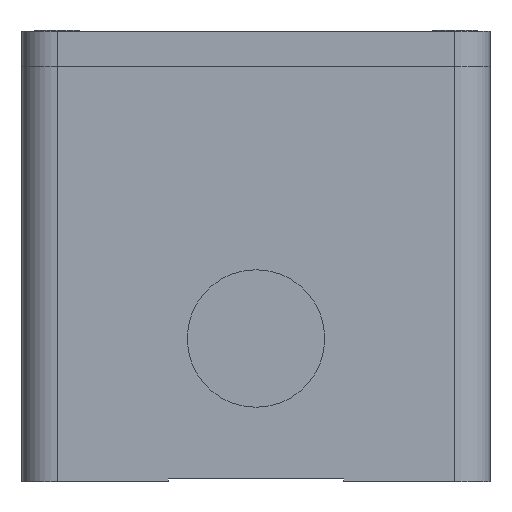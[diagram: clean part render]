
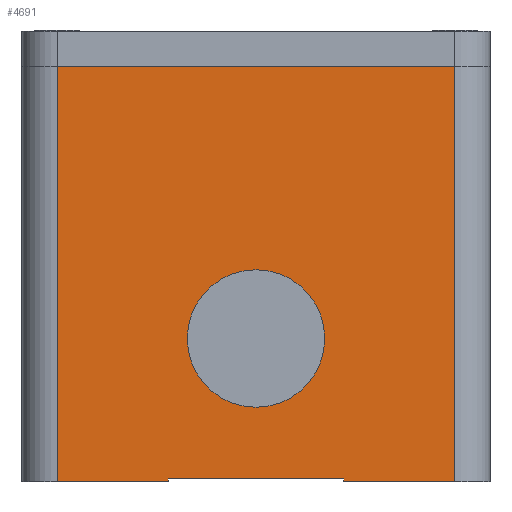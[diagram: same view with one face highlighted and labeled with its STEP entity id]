
A CAD part, front view. The second image highlights one B-rep face of the part: STEP entity #4691.
In plain terms, the highlighted face is planar.
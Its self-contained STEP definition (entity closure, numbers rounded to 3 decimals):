
#165=DIRECTION('',(-1.,0.,0.));
#166=VECTOR('',#165,19.);
#167=CARTESIAN_POINT('',(25.,175.,0.));
#168=LINE('',#167,#166);
#174=DIRECTION('',(-1.,0.,0.));
#175=VECTOR('',#174,19.);
#176=CARTESIAN_POINT('',(74.,175.,0.));
#177=LINE('',#176,#175);
#705=DIRECTION('',(-1.,0.,0.));
#706=VECTOR('',#705,68.);
#707=CARTESIAN_POINT('',(74.,175.,71.));
#708=LINE('',#707,#706);
#1523=DIRECTION('',(0.,0.,-1.));
#1524=VECTOR('',#1523,71.);
#1525=CARTESIAN_POINT('',(6.,175.,71.));
#1526=LINE('',#1525,#1524);
#1527=DIRECTION('',(0.,0.,1.));
#1528=VECTOR('',#1527,0.5);
#1529=CARTESIAN_POINT('',(25.,175.,0.));
#1530=LINE('',#1529,#1528);
#1531=DIRECTION('',(-1.,0.,0.));
#1532=VECTOR('',#1531,30.);
#1533=CARTESIAN_POINT('',(55.,175.,0.5));
#1534=LINE('',#1533,#1532);
#1535=DIRECTION('',(0.,0.,1.));
#1536=VECTOR('',#1535,0.5);
#1537=CARTESIAN_POINT('',(55.,175.,0.));
#1538=LINE('',#1537,#1536);
#1539=DIRECTION('',(0.,0.,-1.));
#1540=VECTOR('',#1539,71.);
#1541=CARTESIAN_POINT('',(74.,175.,71.));
#1542=LINE('',#1541,#1540);
#1543=CARTESIAN_POINT('',(40.,175.,24.5));
#1544=DIRECTION('',(0.,1.,0.));
#1545=DIRECTION('',(1.,0.,0.));
#1546=AXIS2_PLACEMENT_3D('',#1543,#1544,#1545);
#1548=CARTESIAN_POINT('',(40.,175.,24.5));
#1549=DIRECTION('',(0.,1.,0.));
#1550=DIRECTION('',(-1.,0.,0.));
#1551=AXIS2_PLACEMENT_3D('',#1548,#1549,#1550);
#2064=CARTESIAN_POINT('',(55.,175.,0.));
#2066=VERTEX_POINT('',#2064);
#2094=CARTESIAN_POINT('',(25.,175.,0.));
#2095=VERTEX_POINT('',#2094);
#2104=CARTESIAN_POINT('',(55.,175.,0.5));
#2105=CARTESIAN_POINT('',(25.,175.,0.5));
#2106=VERTEX_POINT('',#2104);
#2107=VERTEX_POINT('',#2105);
#2389=CARTESIAN_POINT('',(6.,175.,0.));
#2391=VERTEX_POINT('',#2389);
#2392=CARTESIAN_POINT('',(6.,175.,71.));
#2393=VERTEX_POINT('',#2392);
#2396=CARTESIAN_POINT('',(74.,175.,0.));
#2398=VERTEX_POINT('',#2396);
#2402=CARTESIAN_POINT('',(74.,175.,71.));
#2403=VERTEX_POINT('',#2402);
#2420=CARTESIAN_POINT('',(51.75,175.,24.5));
#2421=CARTESIAN_POINT('',(28.25,175.,24.5));
#2422=VERTEX_POINT('',#2420);
#2423=VERTEX_POINT('',#2421);
#4666=CARTESIAN_POINT('',(80.,175.,0.));
#4667=DIRECTION('',(0.,1.,0.));
#4668=DIRECTION('',(-1.,0.,0.));
#4669=AXIS2_PLACEMENT_3D('',#4666,#4667,#4668);
#4670=PLANE('',#4669);
#4672=ORIENTED_EDGE('',*,*,#4671,.T.);
#4673=ORIENTED_EDGE('',*,*,#2707,.F.);
#4675=ORIENTED_EDGE('',*,*,#4674,.T.);
#4677=ORIENTED_EDGE('',*,*,#4676,.F.);
#4679=ORIENTED_EDGE('',*,*,#4678,.F.);
#4680=ORIENTED_EDGE('',*,*,#2733,.F.);
#4682=ORIENTED_EDGE('',*,*,#4681,.F.);
#4683=ORIENTED_EDGE('',*,*,#3369,.T.);
#4684=EDGE_LOOP('',(#4672,#4673,#4675,#4677,#4679,#4680,#4682,#4683));
#4685=FACE_OUTER_BOUND('',#4684,.F.);
#4686=ORIENTED_EDGE('',*,*,#4656,.T.);
#4688=ORIENTED_EDGE('',*,*,#4687,.T.);
#4689=EDGE_LOOP('',(#4686,#4688));
#4690=FACE_BOUND('',#4689,.F.);
#1547=CIRCLE('',#1546,11.75);
#1552=CIRCLE('',#1551,11.75);
#2707=EDGE_CURVE('',#2095,#2391,#168,.T.);
#2733=EDGE_CURVE('',#2398,#2066,#177,.T.);
#3369=EDGE_CURVE('',#2403,#2393,#708,.T.);
#4656=EDGE_CURVE('',#2422,#2423,#1547,.T.);
#4671=EDGE_CURVE('',#2393,#2391,#1526,.T.);
#4674=EDGE_CURVE('',#2095,#2107,#1530,.T.);
#4676=EDGE_CURVE('',#2106,#2107,#1534,.T.);
#4678=EDGE_CURVE('',#2066,#2106,#1538,.T.);
#4681=EDGE_CURVE('',#2403,#2398,#1542,.T.);
#4687=EDGE_CURVE('',#2423,#2422,#1552,.T.);
#4691=ADVANCED_FACE('',(#4685,#4690),#4670,.T.);
